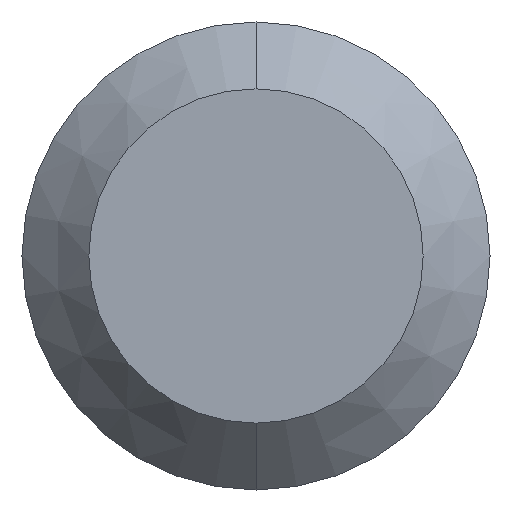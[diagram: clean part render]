
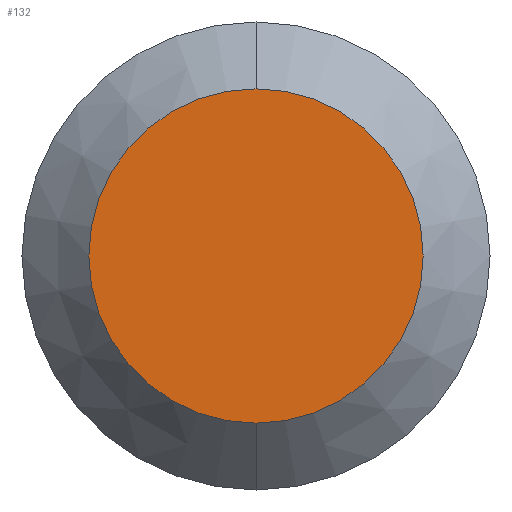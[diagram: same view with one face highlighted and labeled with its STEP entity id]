
A CAD part, front view. The second image highlights one B-rep face of the part: STEP entity #132.
In plain terms, the highlighted planar face has unit normal (0, -1, 0).
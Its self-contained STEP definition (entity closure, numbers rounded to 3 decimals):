
#8 = CARTESIAN_POINT ( 'NONE',  ( 0., -0.5, -1.25 ) ) ;
#9 = AXIS2_PLACEMENT_3D ( 'NONE', #156, #196, #159 ) ;
#10 = VERTEX_POINT ( 'NONE', #8 ) ;
#19 = ORIENTED_EDGE ( 'NONE', *, *, #124, .T. ) ;
#27 = CARTESIAN_POINT ( 'NONE',  ( 0., -0.5, 0. ) ) ;
#46 = PLANE ( 'NONE',  #9 ) ;
#47 = CARTESIAN_POINT ( 'NONE',  ( 0., -0.5, 0. ) ) ;
#75 = EDGE_LOOP ( 'NONE', ( #186, #19 ) ) ;
#80 = CARTESIAN_POINT ( 'NONE',  ( 0., -0.5, 1.25 ) ) ;
#82 = EDGE_CURVE ( 'NONE', #239, #10, #89, .T. ) ;
#85 = AXIS2_PLACEMENT_3D ( 'NONE', #47, #139, #118 ) ;
#89 = CIRCLE ( 'NONE', #119, 1.25 ) ;
#101 = DIRECTION ( 'NONE',  ( 0., -1., 0. ) ) ;
#118 = DIRECTION ( 'NONE',  ( 0., 0., 1. ) ) ;
#119 = AXIS2_PLACEMENT_3D ( 'NONE', #27, #101, #227 ) ;
#124 = EDGE_CURVE ( 'NONE', #10, #239, #188, .T. ) ;
#132 = ADVANCED_FACE ( 'NONE', ( #161 ), #46, .F. ) ;
#139 = DIRECTION ( 'NONE',  ( 0., -1., 0. ) ) ;
#156 = CARTESIAN_POINT ( 'NONE',  ( 0., -0.5, 0. ) ) ;
#159 = DIRECTION ( 'NONE',  ( 0., 0., 1. ) ) ;
#161 = FACE_OUTER_BOUND ( 'NONE', #75, .T. ) ;
#186 = ORIENTED_EDGE ( 'NONE', *, *, #82, .T. ) ;
#188 = CIRCLE ( 'NONE', #85, 1.25 ) ;
#196 = DIRECTION ( 'NONE',  ( 0., 1., 0. ) ) ;
#227 = DIRECTION ( 'NONE',  ( 0., 0., 1. ) ) ;
#239 = VERTEX_POINT ( 'NONE', #80 ) ;
